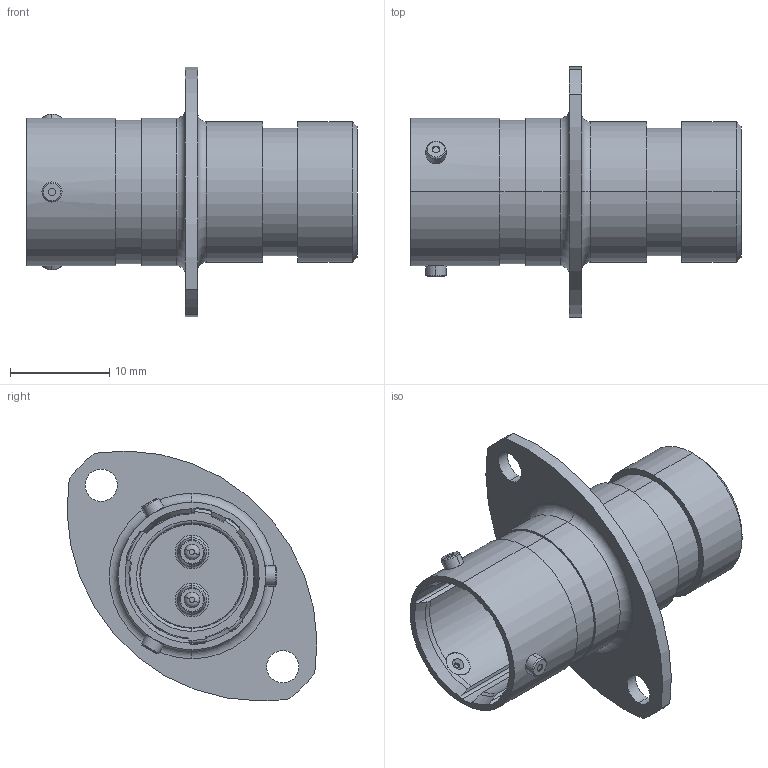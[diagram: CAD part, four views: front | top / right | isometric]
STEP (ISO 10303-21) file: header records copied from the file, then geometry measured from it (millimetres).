
FILE_DESCRIPTION (( 'STEP AP214' ), '1' );
FILE_NAME ('AS010-02PC.STEP', '2020-01-29T12:08:09', ( 'TE Connectivity' ), ( 'TE Connectivity' ), 'SwSTEP 2.0', 'SolidWorks 2016', '' );
FILE_SCHEMA (( 'AUTOMOTIVE_DESIGN' ));
Length unit declared in the file: millimetre
Products named in the file (1): AS010-02PC
Bounding box: 33.31 x 25.2 x 25.21 mm (x, y, z)
Volume: 3587.6 mm3; surface area: 5504.9 mm2
Topology: 13 solids, 13 shells, 317 faces, 693 edges, 415 vertices
Faces by surface type: cylinder 129, torus 62, plane 60, cone 54, sphere 12
Entity records: 12599 total; most frequent: CARTESIAN_POINT 1720, DIRECTION 1716, ORIENTED_EDGE 1374, AXIS2_PLACEMENT_3D 759, EDGE_CURVE 687, CIRCLE 441, VERTEX_POINT 415, EDGE_LOOP 364
